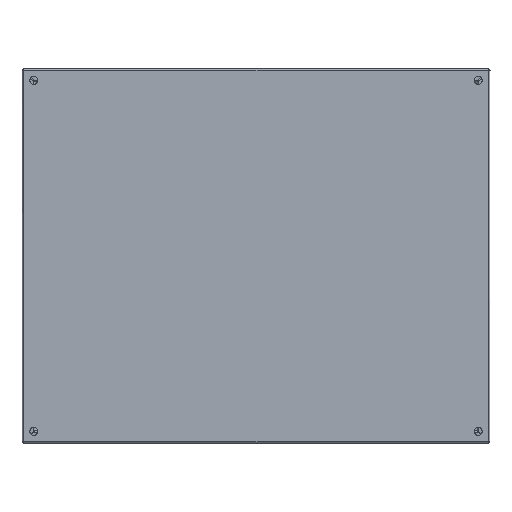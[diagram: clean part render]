
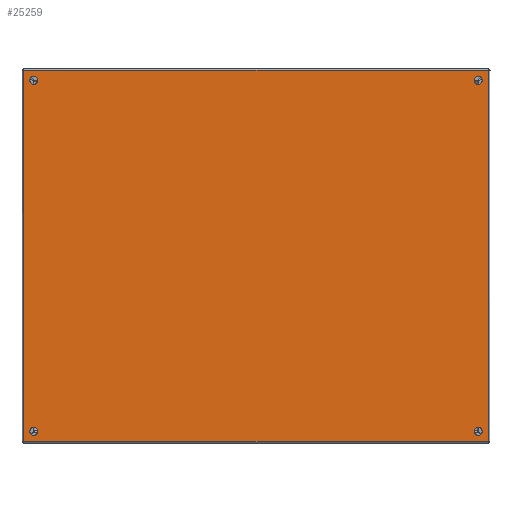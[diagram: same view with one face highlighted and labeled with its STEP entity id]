
A CAD part, top view. The second image highlights one B-rep face of the part: STEP entity #25259.
In plain terms, the highlighted face is planar.
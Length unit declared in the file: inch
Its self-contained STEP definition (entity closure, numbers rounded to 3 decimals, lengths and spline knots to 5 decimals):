
#709 = AXIS2_PLACEMENT_3D ( 'NONE', #14889, #32005, #1039 ) ;
#987 = CARTESIAN_POINT ( 'NONE',  ( 0., 1., -11.25 ) ) ;
#1039 = DIRECTION ( 'NONE',  ( 0., 1., 0. ) ) ;
#1242 = ORIENTED_EDGE ( 'NONE', *, *, #13292, .T. ) ;
#1486 = FACE_BOUND ( 'NONE', #28555, .T. ) ;
#1588 = AXIS2_PLACEMENT_3D ( 'NONE', #20548, #13494, #9879 ) ;
#1748 = ORIENTED_EDGE ( 'NONE', *, *, #5463, .F. ) ;
#3886 = CARTESIAN_POINT ( 'NONE',  ( 0., 29.5, 11.25 ) ) ;
#4084 = EDGE_CURVE ( 'NONE', #25123, #23410, #20539, .T. ) ;
#4634 = EDGE_CURVE ( 'NONE', #25007, #40497, #40837, .T. ) ;
#4675 = FACE_BOUND ( 'NONE', #32845, .T. ) ;
#5278 = EDGE_LOOP ( 'NONE', ( #27196, #33877 ) ) ;
#5463 = EDGE_CURVE ( 'NONE', #6039, #16098, #41704, .T. ) ;
#5590 = AXIS2_PLACEMENT_3D ( 'NONE', #29452, #19673, #26032 ) ;
#5835 = VERTEX_POINT ( 'NONE', #42094 ) ;
#6039 = VERTEX_POINT ( 'NONE', #25600 ) ;
#6466 = DIRECTION ( 'NONE',  ( 0., 0., -1. ) ) ;
#6469 = DIRECTION ( 'NONE',  ( 0., 0., 1. ) ) ;
#6726 = CARTESIAN_POINT ( 'NONE',  ( 0., 0.5, 11.25 ) ) ;
#7965 = CIRCLE ( 'NONE', #33424, 0.25 ) ;
#8309 = DIRECTION ( 'NONE',  ( 1., 0., 0. ) ) ;
#9358 = ORIENTED_EDGE ( 'NONE', *, *, #21179, .T. ) ;
#9700 = CARTESIAN_POINT ( 'NONE',  ( 0., 29.25, -11.25 ) ) ;
#9831 = VECTOR ( 'NONE', #24364, 39.37008 ) ;
#9879 = DIRECTION ( 'NONE',  ( 0., 1., 0. ) ) ;
#10239 = ORIENTED_EDGE ( 'NONE', *, *, #44459, .F. ) ;
#10393 = VERTEX_POINT ( 'NONE', #39928 ) ;
#10473 = ORIENTED_EDGE ( 'NONE', *, *, #19274, .F. ) ;
#12721 = AXIS2_PLACEMENT_3D ( 'NONE', #22320, #8309, #28971 ) ;
#12904 = AXIS2_PLACEMENT_3D ( 'NONE', #34571, #34787, #17250 ) ;
#13136 = EDGE_CURVE ( 'NONE', #13840, #5835, #7965, .T. ) ;
#13292 = EDGE_CURVE ( 'NONE', #40497, #25007, #26129, .T. ) ;
#13494 = DIRECTION ( 'NONE',  ( 1., 0., 0. ) ) ;
#13840 = VERTEX_POINT ( 'NONE', #3886 ) ;
#13910 = CARTESIAN_POINT ( 'NONE',  ( 0., 0.072, -11.892 ) ) ;
#13934 = CARTESIAN_POINT ( 'NONE',  ( 0., 29.892, 11.928 ) ) ;
#14392 = VECTOR ( 'NONE', #18778, 39.37008 ) ;
#14880 = LINE ( 'NONE', #29007, #14392 ) ;
#14889 = CARTESIAN_POINT ( 'NONE',  ( 0., 0.75, -11.25 ) ) ;
#15608 = VECTOR ( 'NONE', #6466, 39.37008 ) ;
#15929 = CIRCLE ( 'NONE', #32762, 0.25 ) ;
#16098 = VERTEX_POINT ( 'NONE', #24393 ) ;
#16786 = EDGE_LOOP ( 'NONE', ( #1748, #10239, #26329, #10473 ) ) ;
#17250 = DIRECTION ( 'NONE',  ( 0., 1., 0. ) ) ;
#18555 = PLANE ( 'NONE',  #5590 ) ;
#18778 = DIRECTION ( 'NONE',  ( 0., -1., 0. ) ) ;
#18927 = ORIENTED_EDGE ( 'NONE', *, *, #19119, .T. ) ;
#19119 = EDGE_CURVE ( 'NONE', #41192, #37445, #27254, .T. ) ;
#19274 = EDGE_CURVE ( 'NONE', #16098, #25123, #31246, .T. ) ;
#19571 = AXIS2_PLACEMENT_3D ( 'NONE', #22112, #36039, #26248 ) ;
#19673 = DIRECTION ( 'NONE',  ( 1., 0., 0. ) ) ;
#20029 = VERTEX_POINT ( 'NONE', #43863 ) ;
#20138 = DIRECTION ( 'NONE',  ( 0., 1., 0. ) ) ;
#20494 = CARTESIAN_POINT ( 'NONE',  ( 0., 1., 11.25 ) ) ;
#20539 = LINE ( 'NONE', #13934, #34231 ) ;
#20548 = CARTESIAN_POINT ( 'NONE',  ( 0., 0.75, -11.25 ) ) ;
#21095 = EDGE_CURVE ( 'NONE', #10393, #20029, #15929, .T. ) ;
#21179 = EDGE_CURVE ( 'NONE', #20029, #10393, #22439, .T. ) ;
#21703 = DIRECTION ( 'NONE',  ( 0., 1., 0. ) ) ;
#22112 = CARTESIAN_POINT ( 'NONE',  ( 0., 29.25, -11.25 ) ) ;
#22320 = CARTESIAN_POINT ( 'NONE',  ( 0., 0.75, 11.25 ) ) ;
#22439 = CIRCLE ( 'NONE', #19571, 0.25 ) ;
#23410 = VERTEX_POINT ( 'NONE', #35487 ) ;
#23787 = CARTESIAN_POINT ( 'NONE',  ( 0., 29.892, -11.892 ) ) ;
#23807 = CIRCLE ( 'NONE', #40574, 0.25 ) ;
#24364 = DIRECTION ( 'NONE',  ( 0., 1., 0. ) ) ;
#24393 = CARTESIAN_POINT ( 'NONE',  ( 0., 0.108, -11.892 ) ) ;
#24868 = EDGE_CURVE ( 'NONE', #37445, #41192, #34002, .T. ) ;
#25007 = VERTEX_POINT ( 'NONE', #44037 ) ;
#25123 = VERTEX_POINT ( 'NONE', #23787 ) ;
#25259 = ADVANCED_FACE ( 'NONE', ( #1486, #28551, #35853, #4675, #35398 ), #18555, .F. ) ;
#25600 = CARTESIAN_POINT ( 'NONE',  ( 0., 0.108, 11.892 ) ) ;
#26032 = DIRECTION ( 'NONE',  ( 0., -1., 0. ) ) ;
#26129 = CIRCLE ( 'NONE', #709, 0.25 ) ;
#26248 = DIRECTION ( 'NONE',  ( 0., 1., 0. ) ) ;
#26329 = ORIENTED_EDGE ( 'NONE', *, *, #4084, .F. ) ;
#27196 = ORIENTED_EDGE ( 'NONE', *, *, #13136, .T. ) ;
#27254 = CIRCLE ( 'NONE', #12721, 0.25 ) ;
#28551 = FACE_OUTER_BOUND ( 'NONE', #16786, .T. ) ;
#28555 = EDGE_LOOP ( 'NONE', ( #33321, #18927 ) ) ;
#28556 = DIRECTION ( 'NONE',  ( 1., 0., 0. ) ) ;
#28971 = DIRECTION ( 'NONE',  ( 0., 1., 0. ) ) ;
#29007 = CARTESIAN_POINT ( 'NONE',  ( 0., 0.072, 11.892 ) ) ;
#29452 = CARTESIAN_POINT ( 'NONE',  ( 0., 0.072, 11.928 ) ) ;
#30537 = EDGE_CURVE ( 'NONE', #5835, #13840, #23807, .T. ) ;
#31246 = LINE ( 'NONE', #13910, #9831 ) ;
#32005 = DIRECTION ( 'NONE',  ( 1., 0., 0. ) ) ;
#32073 = DIRECTION ( 'NONE',  ( 1., 0., 0. ) ) ;
#32210 = ORIENTED_EDGE ( 'NONE', *, *, #4634, .T. ) ;
#32302 = CARTESIAN_POINT ( 'NONE',  ( 0., 29.25, 11.25 ) ) ;
#32762 = AXIS2_PLACEMENT_3D ( 'NONE', #9700, #37449, #20138 ) ;
#32845 = EDGE_LOOP ( 'NONE', ( #1242, #32210 ) ) ;
#33321 = ORIENTED_EDGE ( 'NONE', *, *, #24868, .T. ) ;
#33424 = AXIS2_PLACEMENT_3D ( 'NONE', #35404, #28556, #21703 ) ;
#33877 = ORIENTED_EDGE ( 'NONE', *, *, #30537, .T. ) ;
#34002 = CIRCLE ( 'NONE', #12904, 0.25 ) ;
#34231 = VECTOR ( 'NONE', #6469, 39.37008 ) ;
#34571 = CARTESIAN_POINT ( 'NONE',  ( 0., 0.75, 11.25 ) ) ;
#34787 = DIRECTION ( 'NONE',  ( 1., 0., 0. ) ) ;
#35249 = DIRECTION ( 'NONE',  ( 0., 1., 0. ) ) ;
#35398 = FACE_BOUND ( 'NONE', #40606, .T. ) ;
#35404 = CARTESIAN_POINT ( 'NONE',  ( 0., 29.25, 11.25 ) ) ;
#35487 = CARTESIAN_POINT ( 'NONE',  ( 0., 29.892, 11.892 ) ) ;
#35853 = FACE_BOUND ( 'NONE', #5278, .T. ) ;
#36039 = DIRECTION ( 'NONE',  ( 1., 0., 0. ) ) ;
#37445 = VERTEX_POINT ( 'NONE', #20494 ) ;
#37449 = DIRECTION ( 'NONE',  ( 1., 0., 0. ) ) ;
#38309 = CARTESIAN_POINT ( 'NONE',  ( 0., 0.108, 11.928 ) ) ;
#39928 = CARTESIAN_POINT ( 'NONE',  ( 0., 29., -11.25 ) ) ;
#40271 = ORIENTED_EDGE ( 'NONE', *, *, #21095, .T. ) ;
#40497 = VERTEX_POINT ( 'NONE', #987 ) ;
#40574 = AXIS2_PLACEMENT_3D ( 'NONE', #32302, #32073, #35249 ) ;
#40606 = EDGE_LOOP ( 'NONE', ( #9358, #40271 ) ) ;
#40837 = CIRCLE ( 'NONE', #1588, 0.25 ) ;
#41192 = VERTEX_POINT ( 'NONE', #6726 ) ;
#41704 = LINE ( 'NONE', #38309, #15608 ) ;
#42094 = CARTESIAN_POINT ( 'NONE',  ( 0., 29., 11.25 ) ) ;
#43863 = CARTESIAN_POINT ( 'NONE',  ( 0., 29.5, -11.25 ) ) ;
#44037 = CARTESIAN_POINT ( 'NONE',  ( 0., 0.5, -11.25 ) ) ;
#44459 = EDGE_CURVE ( 'NONE', #23410, #6039, #14880, .T. ) ;
